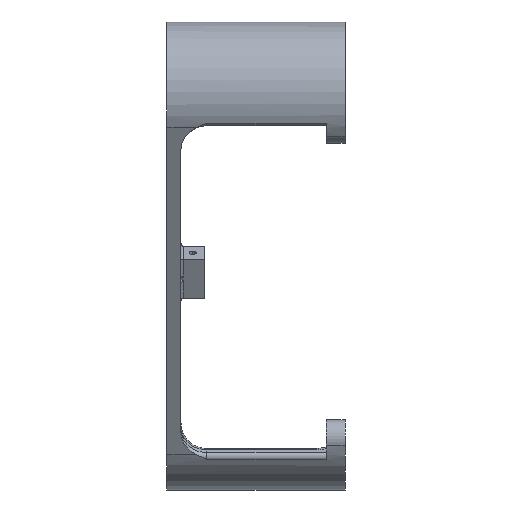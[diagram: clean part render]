
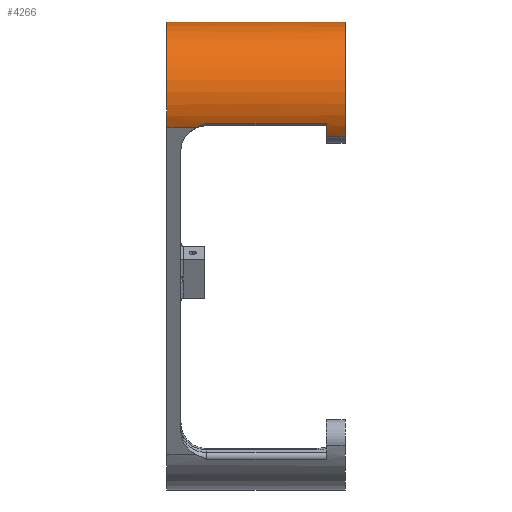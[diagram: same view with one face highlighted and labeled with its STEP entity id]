
A CAD part, left-side view. The second image highlights one B-rep face of the part: STEP entity #4266.
In plain terms, the highlighted cylindrical face has radius 30 mm (diameter 60 mm), a partial arc.
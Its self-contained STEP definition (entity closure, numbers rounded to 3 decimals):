
#104 = CARTESIAN_POINT ( 'NONE',  ( -76.013, -62., 76.156 ) ) ;
#202 = ORIENTED_EDGE ( 'NONE', *, *, #2618, .F. ) ;
#259 = CARTESIAN_POINT ( 'NONE',  ( -82.586, -10.784, 76.429 ) ) ;
#269 = VERTEX_POINT ( 'NONE', #3950 ) ;
#298 = B_SPLINE_CURVE_WITH_KNOTS ( 'NONE', 3,
 ( #1888, #3126, #1362, #6715, #640, #3733 ),
 .UNSPECIFIED., .F., .F.,
 ( 4, 2, 4 ),
 ( 0., 0.003, 0.005 ),
 .UNSPECIFIED. ) ;
#325 = DIRECTION ( 'NONE',  ( 0., -1., 0. ) ) ;
#379 = EDGE_CURVE ( 'NONE', #1463, #4665, #4633, .T. ) ;
#407 = CARTESIAN_POINT ( 'NONE',  ( -106.519, -6.69, 31.499 ) ) ;
#453 = CARTESIAN_POINT ( 'NONE',  ( -80.538, -6.69, 76.499 ) ) ;
#512 = EDGE_CURVE ( 'NONE', #4162, #554, #6578, .T. ) ;
#523 = CARTESIAN_POINT ( 'NONE',  ( -80.538, -62., 46.499 ) ) ;
#554 = VERTEX_POINT ( 'NONE', #1151 ) ;
#563 = ORIENTED_EDGE ( 'NONE', *, *, #5921, .F. ) ;
#568 = AXIS2_PLACEMENT_3D ( 'NONE', #3558, #4764, #4081 ) ;
#601 = DIRECTION ( 'NONE',  ( 0., 0., -1. ) ) ;
#621 = CARTESIAN_POINT ( 'NONE',  ( -82.681, 6., 76.422 ) ) ;
#640 = CARTESIAN_POINT ( 'NONE',  ( -80.928, -7.326, 76.499 ) ) ;
#721 = LINE ( 'NONE', #5703, #3057 ) ;
#753 = CYLINDRICAL_SURFACE ( 'NONE', #2706, 30. ) ;
#769 = DIRECTION ( 'NONE',  ( 0., 1., 0. ) ) ;
#780 = VERTEX_POINT ( 'NONE', #3136 ) ;
#967 = DIRECTION ( 'NONE',  ( 0., 0., 1. ) ) ;
#1018 = EDGE_LOOP ( 'NONE', ( #4521, #6889, #6863, #6322, #6667, #202, #2973, #2434, #2615, #7545, #3073, #7911, #563 ) ) ;
#1021 = CARTESIAN_POINT ( 'NONE',  ( -106.519, 6., 31.499 ) ) ;
#1110 = DIRECTION ( 'NONE',  ( 0., 1., 0. ) ) ;
#1151 = CARTESIAN_POINT ( 'NONE',  ( -103.959, -70., 27.751 ) ) ;
#1333 = CIRCLE ( 'NONE', #568, 30. ) ;
#1362 = CARTESIAN_POINT ( 'NONE',  ( -81.934, -9.316, 76.468 ) ) ;
#1463 = VERTEX_POINT ( 'NONE', #5002 ) ;
#1516 = CARTESIAN_POINT ( 'NONE',  ( -82.538, -10.676, 76.432 ) ) ;
#1574 = VERTEX_POINT ( 'NONE', #453 ) ;
#1614 = CARTESIAN_POINT ( 'NONE',  ( -106.73, -7.376, 31.863 ) ) ;
#1888 = CARTESIAN_POINT ( 'NONE',  ( -82.538, -10.676, 76.432 ) ) ;
#1966 = EDGE_CURVE ( 'NONE', #269, #7563, #721, .T. ) ;
#2057 = DIRECTION ( 'NONE',  ( 0., -1., 0. ) ) ;
#2074 = AXIS2_PLACEMENT_3D ( 'NONE', #4599, #5136, #6337 ) ;
#2179 = DIRECTION ( 'NONE',  ( 0., 1., 0. ) ) ;
#2434 = ORIENTED_EDGE ( 'NONE', *, *, #2501, .T. ) ;
#2501 = EDGE_CURVE ( 'NONE', #4665, #3033, #7612, .T. ) ;
#2533 = VERTEX_POINT ( 'NONE', #3011 ) ;
#2615 = ORIENTED_EDGE ( 'NONE', *, *, #5418, .T. ) ;
#2618 = EDGE_CURVE ( 'NONE', #1463, #554, #5931, .T. ) ;
#2641 = CARTESIAN_POINT ( 'NONE',  ( -82.681, -11., 76.422 ) ) ;
#2706 = AXIS2_PLACEMENT_3D ( 'NONE', #3194, #2057, #6321 ) ;
#2854 = CARTESIAN_POINT ( 'NONE',  ( -107.524, -11., 33.393 ) ) ;
#2875 = CARTESIAN_POINT ( 'NONE',  ( -80.538, 6., 76.499 ) ) ;
#2945 = CARTESIAN_POINT ( 'NONE',  ( -76.013, 6., 76.156 ) ) ;
#2973 = ORIENTED_EDGE ( 'NONE', *, *, #379, .T. ) ;
#3011 = CARTESIAN_POINT ( 'NONE',  ( -80.538, 6., 76.499 ) ) ;
#3033 = VERTEX_POINT ( 'NONE', #5469 ) ;
#3057 = VECTOR ( 'NONE', #6985, 1000. ) ;
#3073 = ORIENTED_EDGE ( 'NONE', *, *, #3767, .T. ) ;
#3122 = VERTEX_POINT ( 'NONE', #5624 ) ;
#3126 = CARTESIAN_POINT ( 'NONE',  ( -82.238, -9.995, 76.452 ) ) ;
#3136 = CARTESIAN_POINT ( 'NONE',  ( -82.538, -10.676, 76.432 ) ) ;
#3194 = CARTESIAN_POINT ( 'NONE',  ( -80.538, 6., 46.499 ) ) ;
#3211 = CARTESIAN_POINT ( 'NONE',  ( -80.538, 6., 46.499 ) ) ;
#3558 = CARTESIAN_POINT ( 'NONE',  ( -80.538, -62., 46.499 ) ) ;
#3605 = EDGE_CURVE ( 'NONE', #3978, #269, #4240, .T. ) ;
#3733 = CARTESIAN_POINT ( 'NONE',  ( -80.538, -6.69, 76.499 ) ) ;
#3767 = EDGE_CURVE ( 'NONE', #780, #1574, #298, .T. ) ;
#3858 = VECTOR ( 'NONE', #325, 1000. ) ;
#3932 = VECTOR ( 'NONE', #2179, 1000. ) ;
#3950 = CARTESIAN_POINT ( 'NONE',  ( -107.524, -11., 33.393 ) ) ;
#3960 = LINE ( 'NONE', #2875, #5455 ) ;
#3978 = VERTEX_POINT ( 'NONE', #5663 ) ;
#4026 = AXIS2_PLACEMENT_3D ( 'NONE', #523, #6114, #601 ) ;
#4061 = CARTESIAN_POINT ( 'NONE',  ( -107.236, -9.53, 32.811 ) ) ;
#4081 = DIRECTION ( 'NONE',  ( 0., 0., -1. ) ) ;
#4162 = VERTEX_POINT ( 'NONE', #7749 ) ;
#4226 = VERTEX_POINT ( 'NONE', #4970 ) ;
#4240 = B_SPLINE_CURVE_WITH_KNOTS ( 'NONE', 3,
 ( #407, #1614, #6644, #4061, #7806, #2854 ),
 .UNSPECIFIED., .F., .F.,
 ( 4, 2, 4 ),
 ( 0., 0.002, 0.005 ),
 .UNSPECIFIED. ) ;
#4266 = ADVANCED_FACE ( 'NONE', ( #6859 ), #753, .T. ) ;
#4501 = VECTOR ( 'NONE', #1110, 1000. ) ;
#4521 = ORIENTED_EDGE ( 'NONE', *, *, #7561, .F. ) ;
#4599 = CARTESIAN_POINT ( 'NONE',  ( -80.538, -70., 46.499 ) ) ;
#4633 = LINE ( 'NONE', #2945, #4501 ) ;
#4665 = VERTEX_POINT ( 'NONE', #104 ) ;
#4764 = DIRECTION ( 'NONE',  ( 0., -1., 0. ) ) ;
#4970 = CARTESIAN_POINT ( 'NONE',  ( -106.519, 6., 31.499 ) ) ;
#5002 = CARTESIAN_POINT ( 'NONE',  ( -76.013, -70., 76.156 ) ) ;
#5112 = VECTOR ( 'NONE', #5905, 1000. ) ;
#5136 = DIRECTION ( 'NONE',  ( 0., -1., 0. ) ) ;
#5220 = EDGE_CURVE ( 'NONE', #3122, #780, #6813, .T. ) ;
#5338 = AXIS2_PLACEMENT_3D ( 'NONE', #3211, #769, #967 ) ;
#5354 = LINE ( 'NONE', #621, #5112 ) ;
#5418 = EDGE_CURVE ( 'NONE', #3033, #3122, #5354, .T. ) ;
#5455 = VECTOR ( 'NONE', #7181, 1000. ) ;
#5469 = CARTESIAN_POINT ( 'NONE',  ( -82.681, -62., 76.422 ) ) ;
#5624 = CARTESIAN_POINT ( 'NONE',  ( -82.681, -11., 76.422 ) ) ;
#5663 = CARTESIAN_POINT ( 'NONE',  ( -106.519, -6.69, 31.499 ) ) ;
#5703 = CARTESIAN_POINT ( 'NONE',  ( -107.524, 6., 33.393 ) ) ;
#5844 = CARTESIAN_POINT ( 'NONE',  ( -103.959, 6., 27.751 ) ) ;
#5884 = LINE ( 'NONE', #1021, #3932 ) ;
#5905 = DIRECTION ( 'NONE',  ( 0., 1., 0. ) ) ;
#5921 = EDGE_CURVE ( 'NONE', #4226, #2533, #6079, .T. ) ;
#5931 = CIRCLE ( 'NONE', #2074, 30. ) ;
#6079 = CIRCLE ( 'NONE', #5338, 30. ) ;
#6114 = DIRECTION ( 'NONE',  ( 0., -1., 0. ) ) ;
#6179 = EDGE_CURVE ( 'NONE', #2533, #1574, #3960, .T. ) ;
#6321 = DIRECTION ( 'NONE',  ( 0., 0., -1. ) ) ;
#6322 = ORIENTED_EDGE ( 'NONE', *, *, #7249, .T. ) ;
#6337 = DIRECTION ( 'NONE',  ( 0., 0., -1. ) ) ;
#6428 = CARTESIAN_POINT ( 'NONE',  ( -82.634, -10.892, 76.426 ) ) ;
#6578 = LINE ( 'NONE', #5844, #3858 ) ;
#6616 = CARTESIAN_POINT ( 'NONE',  ( -107.524, -62., 33.393 ) ) ;
#6644 = CARTESIAN_POINT ( 'NONE',  ( -106.91, -8.085, 32.192 ) ) ;
#6667 = ORIENTED_EDGE ( 'NONE', *, *, #512, .T. ) ;
#6715 = CARTESIAN_POINT ( 'NONE',  ( -81.279, -7.981, 76.492 ) ) ;
#6813 = B_SPLINE_CURVE_WITH_KNOTS ( 'NONE', 3,
 ( #2641, #6428, #259, #1516 ),
 .UNSPECIFIED., .F., .F.,
 ( 4, 4 ),
 ( 0., 0. ),
 .UNSPECIFIED. ) ;
#6859 = FACE_OUTER_BOUND ( 'NONE', #1018, .T. ) ;
#6863 = ORIENTED_EDGE ( 'NONE', *, *, #1966, .T. ) ;
#6889 = ORIENTED_EDGE ( 'NONE', *, *, #3605, .T. ) ;
#6985 = DIRECTION ( 'NONE',  ( 0., -1., 0. ) ) ;
#7181 = DIRECTION ( 'NONE',  ( 0., -1., 0. ) ) ;
#7249 = EDGE_CURVE ( 'NONE', #7563, #4162, #1333, .T. ) ;
#7545 = ORIENTED_EDGE ( 'NONE', *, *, #5220, .T. ) ;
#7561 = EDGE_CURVE ( 'NONE', #3978, #4226, #5884, .T. ) ;
#7563 = VERTEX_POINT ( 'NONE', #6616 ) ;
#7612 = CIRCLE ( 'NONE', #4026, 30. ) ;
#7749 = CARTESIAN_POINT ( 'NONE',  ( -103.959, -62., 27.751 ) ) ;
#7806 = CARTESIAN_POINT ( 'NONE',  ( -107.383, -10.266, 33.102 ) ) ;
#7911 = ORIENTED_EDGE ( 'NONE', *, *, #6179, .F. ) ;
